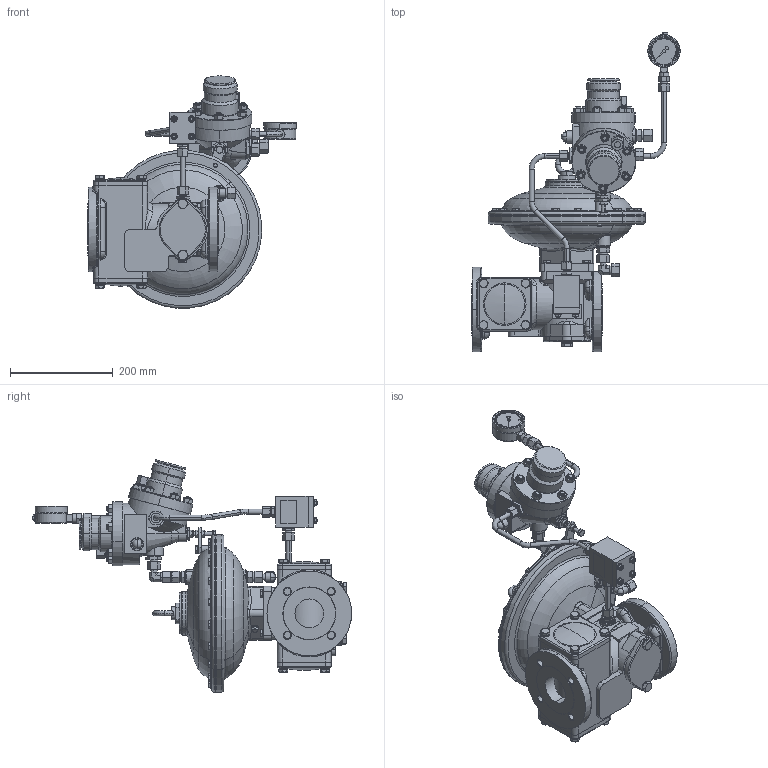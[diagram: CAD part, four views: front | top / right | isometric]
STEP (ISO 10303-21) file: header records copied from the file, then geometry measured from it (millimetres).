
FILE_DESCRIPTION (( 'STEP AP214' ), '1' );
FILE_NAME ('HON372_DN50_DN50_PN16_610_X_R_RE1.STEP', '2021-10-07T09:19:44', ( '' ), ( '' ), 'SwSTEP 2.0', 'SolidWorks 2019', '' );
FILE_SCHEMA (( 'AUTOMOTIVE_DESIGN' ));
Length unit declared in the file: millimetre
Products named in the file (1): HON372_DN50_DN50_PN16_610_X_R_RE1
Bounding box: 405.83 x 622.15 x 452.35 mm (x, y, z)
Volume: 12549868 mm3; surface area: 686710.2 mm2
Topology: 1 solids, 1 shells, 2706 faces, 6196 edges, 3706 vertices
Faces by surface type: plane 1169, cone 792, cylinder 522, torus 106, bspline 104, sphere 13
Entity records: 91995 total; most frequent: CARTESIAN_POINT 29698, ORIENTED_EDGE 12374, DIRECTION 11742, EDGE_CURVE 6187, AXIS2_PLACEMENT_3D 4776, VERTEX_POINT 3704, EDGE_LOOP 2933, ADVANCED_FACE 2706
